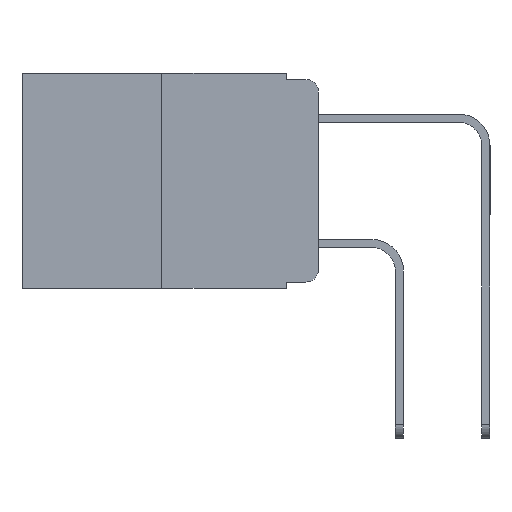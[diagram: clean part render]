
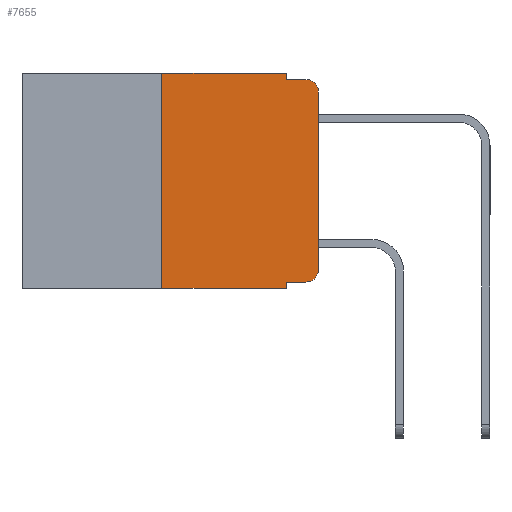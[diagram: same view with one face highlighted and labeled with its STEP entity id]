
A CAD part, left-side view. The second image highlights one B-rep face of the part: STEP entity #7655.
In plain terms, the highlighted planar face has unit normal (-1, 0, 0).
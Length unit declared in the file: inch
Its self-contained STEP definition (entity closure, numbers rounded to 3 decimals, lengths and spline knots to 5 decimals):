
#271 = VERTEX_POINT ( 'NONE', #11161 ) ;
#332 = ORIENTED_EDGE ( 'NONE', *, *, #19441, .T. ) ;
#533 = CARTESIAN_POINT ( 'NONE',  ( 0., 0.051, 0. ) ) ;
#582 = VERTEX_POINT ( 'NONE', #18878 ) ;
#615 = VERTEX_POINT ( 'NONE', #21197 ) ;
#894 = CARTESIAN_POINT ( 'NONE',  ( 0., 0.051, -0.01 ) ) ;
#959 = ORIENTED_EDGE ( 'NONE', *, *, #17169, .F. ) ;
#1028 = VECTOR ( 'NONE', #4044, 39.37008 ) ;
#1067 = CARTESIAN_POINT ( 'NONE',  ( 0., 0.051, 0. ) ) ;
#2032 = PLANE ( 'NONE',  #6553 ) ;
#2104 = DIRECTION ( 'NONE',  ( 1., 0., 0. ) ) ;
#2173 = VERTEX_POINT ( 'NONE', #4013 ) ;
#2241 = ORIENTED_EDGE ( 'NONE', *, *, #15809, .F. ) ;
#2456 = VECTOR ( 'NONE', #18134, 39.37008 ) ;
#2477 = VECTOR ( 'NONE', #19961, 39.37008 ) ;
#2518 = CIRCLE ( 'NONE', #7570, 0.02 ) ;
#2566 = VERTEX_POINT ( 'NONE', #21897 ) ;
#2870 = VERTEX_POINT ( 'NONE', #16621 ) ;
#2903 = FACE_OUTER_BOUND ( 'NONE', #20081, .T. ) ;
#3329 = EDGE_CURVE ( 'NONE', #615, #6648, #16623, .T. ) ;
#3513 = ORIENTED_EDGE ( 'NONE', *, *, #14434, .F. ) ;
#3755 = EDGE_CURVE ( 'NONE', #9155, #271, #16055, .T. ) ;
#4013 = CARTESIAN_POINT ( 'NONE',  ( 0., 0., -0.03 ) ) ;
#4044 = DIRECTION ( 'NONE',  ( 0., -1., 0. ) ) ;
#4206 = EDGE_CURVE ( 'NONE', #2870, #2173, #15022, .T. ) ;
#4750 = ORIENTED_EDGE ( 'NONE', *, *, #3329, .F. ) ;
#5112 = VECTOR ( 'NONE', #14832, 39.37008 ) ;
#5180 = CARTESIAN_POINT ( 'NONE',  ( 0., 0.02, -0.03 ) ) ;
#5252 = EDGE_CURVE ( 'NONE', #582, #19637, #11314, .T. ) ;
#5621 = CARTESIAN_POINT ( 'NONE',  ( 0., 0.473, 0. ) ) ;
#5776 = LINE ( 'NONE', #19118, #1028 ) ;
#6100 = VECTOR ( 'NONE', #10333, 39.37008 ) ;
#6273 = VECTOR ( 'NONE', #19102, 39.37008 ) ;
#6553 = AXIS2_PLACEMENT_3D ( 'NONE', #5621, #2104, #14111 ) ;
#6648 = VERTEX_POINT ( 'NONE', #19503 ) ;
#6907 = DIRECTION ( 'NONE',  ( 0., 0., -1. ) ) ;
#7235 = CARTESIAN_POINT ( 'NONE',  ( 0., 0.02, -0.313 ) ) ;
#7508 = CARTESIAN_POINT ( 'NONE',  ( 0., 0.051, -0.333 ) ) ;
#7570 = AXIS2_PLACEMENT_3D ( 'NONE', #7235, #18915, #8934 ) ;
#7655 = ADVANCED_FACE ( 'NONE', ( #2903 ), #2032, .F. ) ;
#8247 = ORIENTED_EDGE ( 'NONE', *, *, #4206, .T. ) ;
#8353 = AXIS2_PLACEMENT_3D ( 'NONE', #5180, #16953, #6907 ) ;
#8934 = DIRECTION ( 'NONE',  ( 0., 0., -1. ) ) ;
#9155 = VERTEX_POINT ( 'NONE', #16299 ) ;
#9655 = LINE ( 'NONE', #1067, #5112 ) ;
#10333 = DIRECTION ( 'NONE',  ( 0., 0., 1. ) ) ;
#10334 = CARTESIAN_POINT ( 'NONE',  ( 0., 0.25, 0. ) ) ;
#10643 = VECTOR ( 'NONE', #21804, 39.37008 ) ;
#10664 = EDGE_CURVE ( 'NONE', #615, #18056, #5776, .T. ) ;
#10914 = ORIENTED_EDGE ( 'NONE', *, *, #10664, .T. ) ;
#11161 = CARTESIAN_POINT ( 'NONE',  ( 0., 0.051, -0.01 ) ) ;
#11178 = LINE ( 'NONE', #11882, #10643 ) ;
#11314 = LINE ( 'NONE', #7508, #6273 ) ;
#11819 = VECTOR ( 'NONE', #14671, 39.37008 ) ;
#11882 = CARTESIAN_POINT ( 'NONE',  ( 0., 0.473, 0. ) ) ;
#12871 = ORIENTED_EDGE ( 'NONE', *, *, #5252, .T. ) ;
#13321 = EDGE_CURVE ( 'NONE', #2173, #2566, #15219, .T. ) ;
#14111 = DIRECTION ( 'NONE',  ( 0., 0., -1. ) ) ;
#14434 = EDGE_CURVE ( 'NONE', #271, #2566, #15202, .T. ) ;
#14671 = DIRECTION ( 'NONE',  ( 0., -1., 0. ) ) ;
#14832 = DIRECTION ( 'NONE',  ( 0., 0., -1. ) ) ;
#15022 = LINE ( 'NONE', #18118, #2456 ) ;
#15202 = LINE ( 'NONE', #894, #11819 ) ;
#15219 = CIRCLE ( 'NONE', #8353, 0.02 ) ;
#15234 = ORIENTED_EDGE ( 'NONE', *, *, #3755, .F. ) ;
#15809 = EDGE_CURVE ( 'NONE', #582, #18056, #9655, .T. ) ;
#15878 = ORIENTED_EDGE ( 'NONE', *, *, #13321, .T. ) ;
#16055 = LINE ( 'NONE', #533, #2477 ) ;
#16100 = CARTESIAN_POINT ( 'NONE',  ( 0., 0.02, -0.333 ) ) ;
#16299 = CARTESIAN_POINT ( 'NONE',  ( 0., 0.051, 0. ) ) ;
#16621 = CARTESIAN_POINT ( 'NONE',  ( 0., 0., -0.313 ) ) ;
#16623 = LINE ( 'NONE', #10334, #6100 ) ;
#16953 = DIRECTION ( 'NONE',  ( -1., 0., 0. ) ) ;
#17169 = EDGE_CURVE ( 'NONE', #6648, #9155, #11178, .T. ) ;
#18056 = VERTEX_POINT ( 'NONE', #20725 ) ;
#18118 = CARTESIAN_POINT ( 'NONE',  ( 0., 0., 0. ) ) ;
#18134 = DIRECTION ( 'NONE',  ( 0., 0., 1. ) ) ;
#18878 = CARTESIAN_POINT ( 'NONE',  ( 0., 0.051, -0.333 ) ) ;
#18915 = DIRECTION ( 'NONE',  ( -1., 0., 0. ) ) ;
#19102 = DIRECTION ( 'NONE',  ( 0., -1., 0. ) ) ;
#19118 = CARTESIAN_POINT ( 'NONE',  ( 0., 0.473, -0.343 ) ) ;
#19441 = EDGE_CURVE ( 'NONE', #19637, #2870, #2518, .T. ) ;
#19503 = CARTESIAN_POINT ( 'NONE',  ( 0., 0.25, 0. ) ) ;
#19637 = VERTEX_POINT ( 'NONE', #16100 ) ;
#19961 = DIRECTION ( 'NONE',  ( 0., 0., -1. ) ) ;
#20081 = EDGE_LOOP ( 'NONE', ( #8247, #15878, #3513, #15234, #959, #4750, #10914, #2241, #12871, #332 ) ) ;
#20725 = CARTESIAN_POINT ( 'NONE',  ( 0., 0.051, -0.343 ) ) ;
#21197 = CARTESIAN_POINT ( 'NONE',  ( 0., 0.25, -0.343 ) ) ;
#21804 = DIRECTION ( 'NONE',  ( 0., -1., 0. ) ) ;
#21897 = CARTESIAN_POINT ( 'NONE',  ( 0., 0.02, -0.01 ) ) ;
